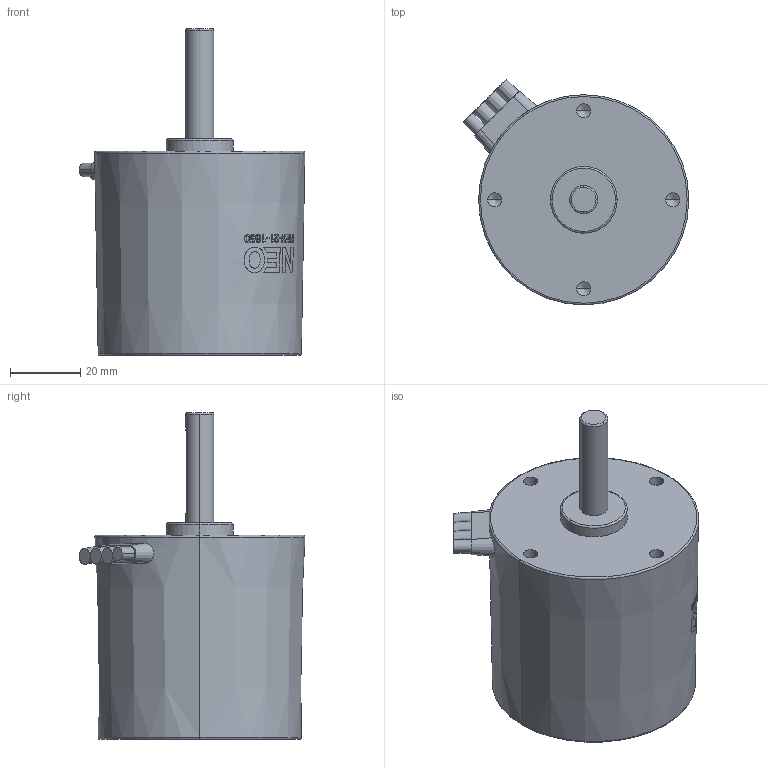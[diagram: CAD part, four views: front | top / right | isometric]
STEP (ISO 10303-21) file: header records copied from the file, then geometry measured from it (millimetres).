
FILE_DESCRIPTION (( 'STEP AP203' ), '1' );
FILE_NAME ('REV-21-1650.STEP', '2021-12-07T18:57:47', ( '' ), ( '' ), 'SwSTEP 2.0', 'SolidWorks 2022', '' );
FILE_SCHEMA (( 'CONFIG_CONTROL_DESIGN' ));
Length unit declared in the file: inch
Products named in the file (1): REV-21-1650
Bounding box: 64.41 x 64.46 x 93.26 mm (x, y, z)
Volume: 162183.2 mm3; surface area: 18011.8 mm2
Topology: 1 solids, 1 shells, 1498 faces, 4174 edges, 2774 vertices
Faces by surface type: bspline 1009, plane 432, cone 32, cylinder 17, torus 8
Entity records: 77738 total; most frequent: CARTESIAN_POINT 46329, ORIENTED_EDGE 8332, EDGE_CURVE 4166, DIRECTION 3129, VERTEX_POINT 2774, B_SPLINE_CURVE_WITH_KNOTS 2059, LINE 2033, VECTOR 2033
